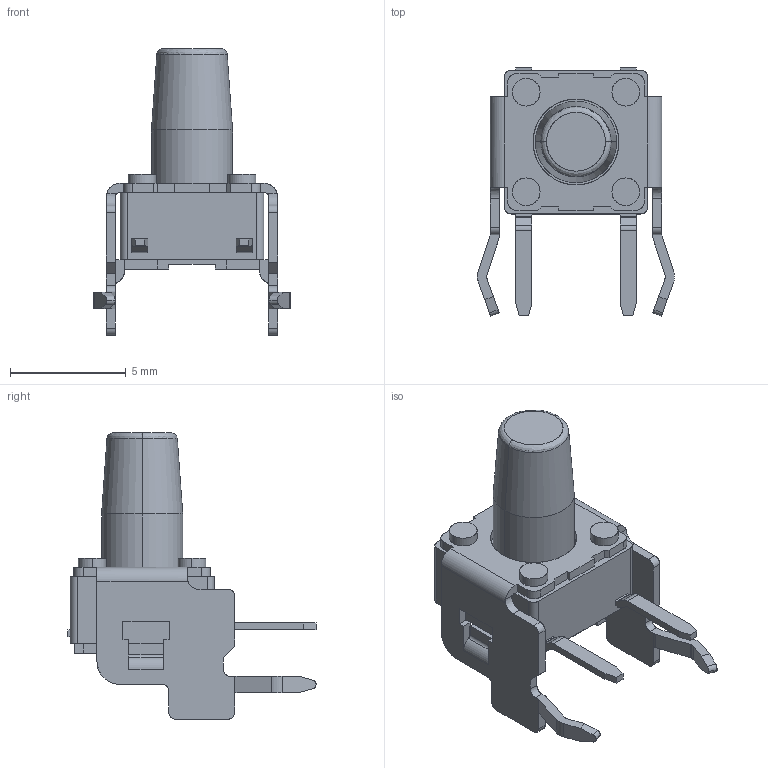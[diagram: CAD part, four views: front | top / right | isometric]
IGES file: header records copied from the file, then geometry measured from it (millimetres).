
Start section: SolidWorks IGES file using analytic representation for surfaces
Global section: file name: DTSA-65.IGS; native system: SolidWorks 2008; preprocessor: SolidWorks 2008; author: 820201; date: 140418.102906; units: millimetre
Bounding box: 8.5 x 10.7 x 12.35 mm (x, y, z)
Surface area: 414.4 mm2 (no closed solid volume)
Topology: 0 solids, 0 shells, 233 faces, 1774 edges, 1774 vertices
Faces by surface type: bspline 163, revolution 70
